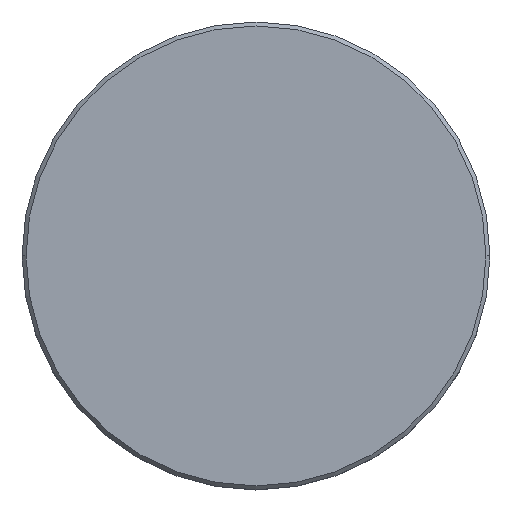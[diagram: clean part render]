
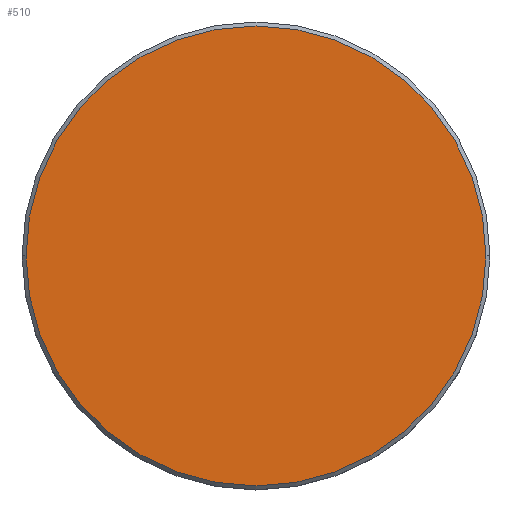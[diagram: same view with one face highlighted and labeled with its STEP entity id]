
A CAD part, top view. The second image highlights one B-rep face of the part: STEP entity #510.
In plain terms, the highlighted planar face has unit normal (0, 0, 1).
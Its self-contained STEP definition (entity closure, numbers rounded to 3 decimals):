
#12 = VERTEX_POINT ( 'NONE', #729 ) ;
#52 = DIRECTION ( 'NONE',  ( 1., 0., 0. ) ) ;
#199 = CARTESIAN_POINT ( 'NONE',  ( 0., 0., 0. ) ) ;
#239 = AXIS2_PLACEMENT_3D ( 'NONE', #199, #384, #1092 ) ;
#245 = ORIENTED_EDGE ( 'NONE', *, *, #462, .T. ) ;
#384 = DIRECTION ( 'NONE',  ( 0., 0., 1. ) ) ;
#394 = EDGE_CURVE ( 'NONE', #12, #621, #571, .T. ) ;
#399 = CARTESIAN_POINT ( 'NONE',  ( 0., 0., 0. ) ) ;
#462 = EDGE_CURVE ( 'NONE', #621, #12, #1034, .T. ) ;
#481 = FACE_OUTER_BOUND ( 'NONE', #1108, .T. ) ;
#500 = DIRECTION ( 'NONE',  ( 0., 0., 1. ) ) ;
#506 = AXIS2_PLACEMENT_3D ( 'NONE', #399, #947, #586 ) ;
#510 = ADVANCED_FACE ( 'NONE', ( #481 ), #595, .T. ) ;
#571 = CIRCLE ( 'NONE', #239, 29. ) ;
#586 = DIRECTION ( 'NONE',  ( 1., 0., 0. ) ) ;
#595 = PLANE ( 'NONE',  #972 ) ;
#598 = CARTESIAN_POINT ( 'NONE',  ( 0., 0., 0. ) ) ;
#621 = VERTEX_POINT ( 'NONE', #1070 ) ;
#729 = CARTESIAN_POINT ( 'NONE',  ( 29., 0., 0. ) ) ;
#782 = ORIENTED_EDGE ( 'NONE', *, *, #394, .T. ) ;
#947 = DIRECTION ( 'NONE',  ( 0., 0., 1. ) ) ;
#972 = AXIS2_PLACEMENT_3D ( 'NONE', #598, #500, #52 ) ;
#1034 = CIRCLE ( 'NONE', #506, 29. ) ;
#1070 = CARTESIAN_POINT ( 'NONE',  ( -29., 0., 0. ) ) ;
#1092 = DIRECTION ( 'NONE',  ( 1., 0., 0. ) ) ;
#1108 = EDGE_LOOP ( 'NONE', ( #245, #782 ) ) ;
